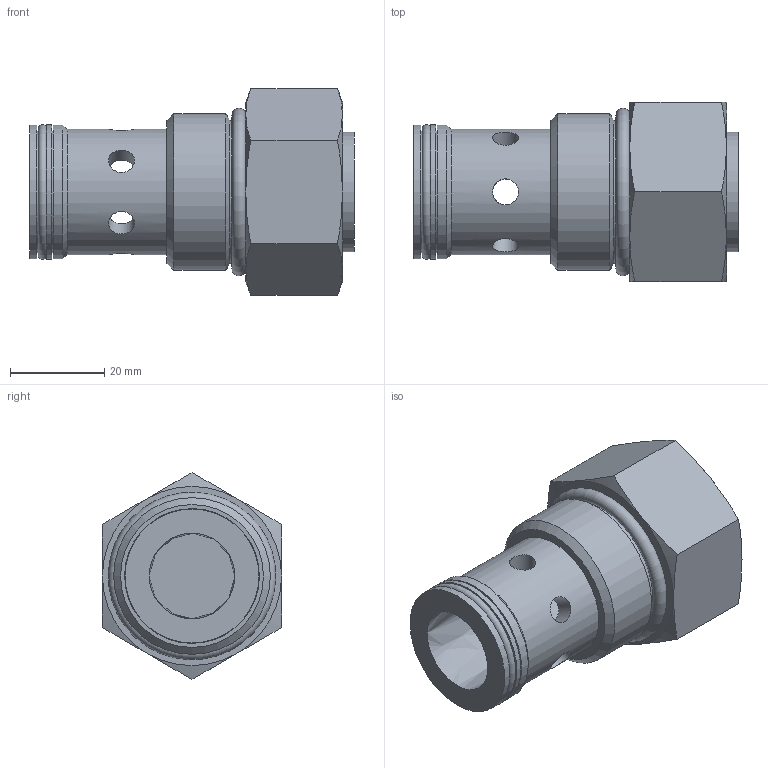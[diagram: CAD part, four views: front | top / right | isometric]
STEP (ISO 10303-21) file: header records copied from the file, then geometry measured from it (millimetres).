
FILE_DESCRIPTION((''),'2;1');
FILE_NAME('8216.stp','2015-02-17T14:43:06',('jml'),(''),'Autodesk Inventor 2010','Autodesk Inventor 2010','');
FILE_SCHEMA(('AUTOMOTIVE_DESIGN { 1 0 10303 214 1 1 1 1 }'));
Length unit declared in the file: inch
Products named in the file (6): 8116 (LevelofDetail1); 221522; 022 O-RING; 022 BACKUP; 916 O-RING; 990178
Assembly tree (5 placements, depth 2):
  8116 (LevelofDetail1)
    221522
    022 O-RING
    022 BACKUP
    916 O-RING
    990178
Bounding box: 69.09 x 38.1 x 43.99 mm (x, y, z)
Volume: 43235.9 mm3; surface area: 17867.5 mm2
Topology: 5 solids, 5 shells, 161 faces, 380 edges, 247 vertices
Faces by surface type: plane 102, cylinder 33, cone 19, torus 4, bspline 3
Full cylindrical faces by diameter (mm): 1.566 x1, 5.537 x6, 19.685 x2, 22.225 x1, 25.4 x1, 25.781 x1, 25.857 x1, 26.67 x1, 28.473 x2, 28.55 x1, 30.404 x1, 33.325 x1
Entity records: 5107 total; most frequent: CARTESIAN_POINT 1240, DIRECTION 729, ORIENTED_EDGE 690, EDGE_CURVE 345, AXIS2_PLACEMENT_3D 251, VERTEX_POINT 242, EDGE_LOOP 229, VECTOR 227
